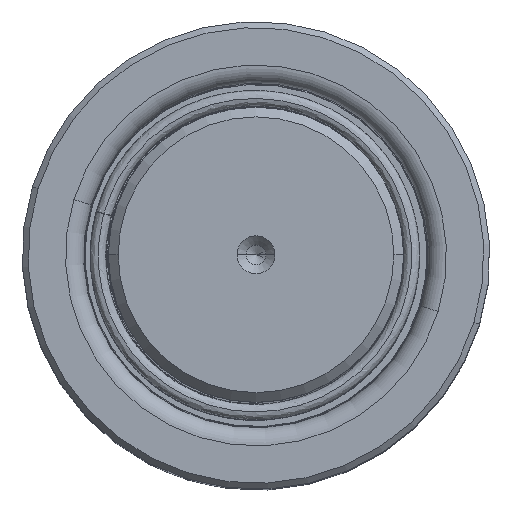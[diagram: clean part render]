
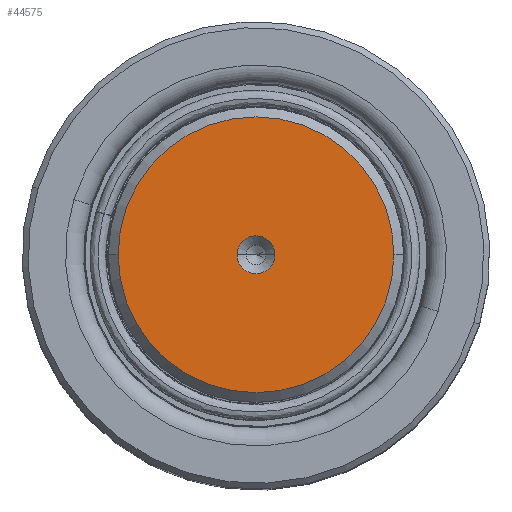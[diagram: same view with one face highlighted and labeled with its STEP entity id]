
A CAD part, top view. The second image highlights one B-rep face of the part: STEP entity #44575.
In plain terms, the highlighted planar face has unit normal (0, 0, 1).
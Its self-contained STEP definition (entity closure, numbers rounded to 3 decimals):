
#784 = CIRCLE ( 'NONE', #61977, 3.85 ) ;
#3861 = DIRECTION ( 'NONE',  ( 0., 0., 1. ) ) ;
#5632 = EDGE_LOOP ( 'NONE', ( #56040, #28097 ) ) ;
#6511 = DIRECTION ( 'NONE',  ( 1., 0., 0. ) ) ;
#6998 = VERTEX_POINT ( 'NONE', #54503 ) ;
#8636 = AXIS2_PLACEMENT_3D ( 'NONE', #39445, #38559, #17942 ) ;
#9257 = DIRECTION ( 'NONE',  ( 1., 0., 0. ) ) ;
#11611 = VERTEX_POINT ( 'NONE', #50681 ) ;
#11679 = DIRECTION ( 'NONE',  ( 0., 0., 1. ) ) ;
#12190 = AXIS2_PLACEMENT_3D ( 'NONE', #65227, #49949, #9257 ) ;
#12344 = CARTESIAN_POINT ( 'NONE',  ( 0., 0., 200. ) ) ;
#13387 = CIRCLE ( 'NONE', #12190, 28.017 ) ;
#14880 = CARTESIAN_POINT ( 'NONE',  ( 0., 0., 200. ) ) ;
#16839 = CARTESIAN_POINT ( 'NONE',  ( -3.85, 0., 200. ) ) ;
#17942 = DIRECTION ( 'NONE',  ( 1., 0., 0. ) ) ;
#20087 = DIRECTION ( 'NONE',  ( 1., 0., 0. ) ) ;
#21176 = AXIS2_PLACEMENT_3D ( 'NONE', #14880, #3861, #20087 ) ;
#25311 = AXIS2_PLACEMENT_3D ( 'NONE', #55005, #30566, #41558 ) ;
#25750 = VERTEX_POINT ( 'NONE', #16839 ) ;
#28097 = ORIENTED_EDGE ( 'NONE', *, *, #45239, .T. ) ;
#28404 = EDGE_CURVE ( 'NONE', #6998, #11611, #13387, .T. ) ;
#28409 = CIRCLE ( 'NONE', #25311, 3.85 ) ;
#28922 = EDGE_LOOP ( 'NONE', ( #31115, #41603 ) ) ;
#30566 = DIRECTION ( 'NONE',  ( 0., 0., 1. ) ) ;
#31115 = ORIENTED_EDGE ( 'NONE', *, *, #42254, .F. ) ;
#32125 = FACE_BOUND ( 'NONE', #28922, .T. ) ;
#34505 = CIRCLE ( 'NONE', #21176, 28.017 ) ;
#35444 = VERTEX_POINT ( 'NONE', #51140 ) ;
#38559 = DIRECTION ( 'NONE',  ( 0., 0., 1. ) ) ;
#39445 = CARTESIAN_POINT ( 'NONE',  ( 0., 0., 200. ) ) ;
#41558 = DIRECTION ( 'NONE',  ( 1., 0., 0. ) ) ;
#41603 = ORIENTED_EDGE ( 'NONE', *, *, #59220, .F. ) ;
#42254 = EDGE_CURVE ( 'NONE', #35444, #25750, #784, .T. ) ;
#44575 = ADVANCED_FACE ( 'NONE', ( #32125, #49004 ), #49339, .T. ) ;
#45239 = EDGE_CURVE ( 'NONE', #11611, #6998, #34505, .T. ) ;
#49004 = FACE_OUTER_BOUND ( 'NONE', #5632, .T. ) ;
#49339 = PLANE ( 'NONE',  #8636 ) ;
#49949 = DIRECTION ( 'NONE',  ( 0., 0., 1. ) ) ;
#50681 = CARTESIAN_POINT ( 'NONE',  ( 28.017, 0., 200. ) ) ;
#51140 = CARTESIAN_POINT ( 'NONE',  ( 3.85, 0., 200. ) ) ;
#54503 = CARTESIAN_POINT ( 'NONE',  ( -28.017, 0., 200. ) ) ;
#55005 = CARTESIAN_POINT ( 'NONE',  ( 0., 0., 200. ) ) ;
#56040 = ORIENTED_EDGE ( 'NONE', *, *, #28404, .T. ) ;
#59220 = EDGE_CURVE ( 'NONE', #25750, #35444, #28409, .T. ) ;
#61977 = AXIS2_PLACEMENT_3D ( 'NONE', #12344, #11679, #6511 ) ;
#65227 = CARTESIAN_POINT ( 'NONE',  ( 0., 0., 200. ) ) ;
